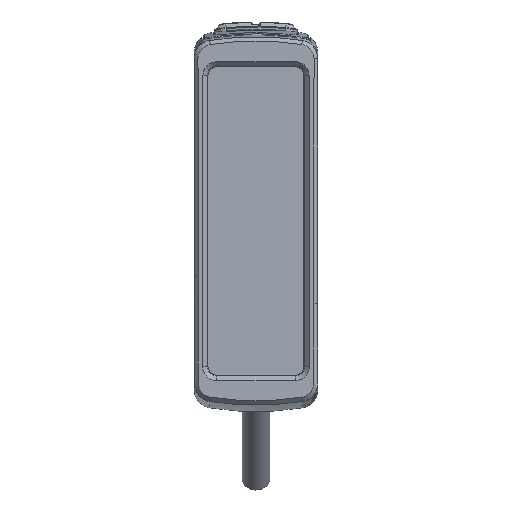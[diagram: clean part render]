
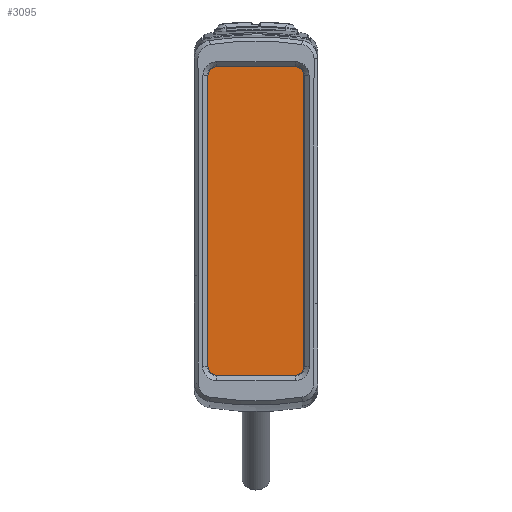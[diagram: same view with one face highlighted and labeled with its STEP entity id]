
A CAD part, front view. The second image highlights one B-rep face of the part: STEP entity #3095.
In plain terms, the highlighted planar face has unit normal (-0.018, -1, -0.001).
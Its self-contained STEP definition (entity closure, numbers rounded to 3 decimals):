
#3095=ADVANCED_FACE('',(#3908),#3705,.F.);
#3705=PLANE('',#12720);
#3908=FACE_OUTER_BOUND('',#4479,.T.);
#4479=EDGE_LOOP('',(#5893,#5894,#5895,#5896,#5897,#5898,#5899,#5900));
#5133=B_SPLINE_CURVE_WITH_KNOTS('',3,(#15001,#15002,#15003,#15004),
 .UNSPECIFIED.,.F.,.F.,(4,4),(0.,1.),.UNSPECIFIED.);
#5134=B_SPLINE_CURVE_WITH_KNOTS('',3,(#15008,#15009,#15010,#15011),
 .UNSPECIFIED.,.F.,.F.,(4,4),(0.,1.),.UNSPECIFIED.);
#5135=B_SPLINE_CURVE_WITH_KNOTS('',3,(#15015,#15016,#15017,#15018),
 .UNSPECIFIED.,.F.,.F.,(4,4),(0.,1.),.UNSPECIFIED.);
#5136=B_SPLINE_CURVE_WITH_KNOTS('',3,(#15022,#15023,#15024,#15025),
 .UNSPECIFIED.,.F.,.F.,(4,4),(0.,1.),.UNSPECIFIED.);
#5893=ORIENTED_EDGE('',*,*,#10069,.T.);
#5894=ORIENTED_EDGE('',*,*,#10070,.T.);
#5895=ORIENTED_EDGE('',*,*,#10071,.T.);
#5896=ORIENTED_EDGE('',*,*,#10072,.T.);
#5897=ORIENTED_EDGE('',*,*,#10073,.T.);
#5898=ORIENTED_EDGE('',*,*,#10074,.T.);
#5899=ORIENTED_EDGE('',*,*,#10075,.T.);
#5900=ORIENTED_EDGE('',*,*,#10076,.T.);
#9053=VERTEX_POINT('',#14999);
#9054=VERTEX_POINT('',#15000);
#9055=VERTEX_POINT('',#15005);
#9056=VERTEX_POINT('',#15007);
#9057=VERTEX_POINT('',#15012);
#9058=VERTEX_POINT('',#15014);
#9059=VERTEX_POINT('',#15019);
#9060=VERTEX_POINT('',#15021);
#10069=EDGE_CURVE('',#9053,#9054,#11649,.T.);
#10070=EDGE_CURVE('',#9054,#9055,#5133,.T.);
#10071=EDGE_CURVE('',#9055,#9056,#11650,.T.);
#10072=EDGE_CURVE('',#9056,#9057,#5134,.T.);
#10073=EDGE_CURVE('',#9057,#9058,#11651,.T.);
#10074=EDGE_CURVE('',#9058,#9059,#5135,.T.);
#10075=EDGE_CURVE('',#9059,#9060,#11652,.T.);
#10076=EDGE_CURVE('',#9060,#9053,#5136,.T.);
#11649=LINE('',#14998,#12184);
#11650=LINE('',#15006,#12185);
#11651=LINE('',#15013,#12186);
#11652=LINE('',#15020,#12187);
#12184=VECTOR('',#13302,1.);
#12185=VECTOR('',#13303,1.);
#12186=VECTOR('',#13304,1.);
#12187=VECTOR('',#13305,1.);
#12720=AXIS2_PLACEMENT_3D('',#15026,#13306,#13307);
#13302=DIRECTION('',(0.,-0.001,1.));
#13303=DIRECTION('',(-1.,0.017,0.));
#13304=DIRECTION('',(0.,0.001,-1.));
#13305=DIRECTION('',(1.,-0.017,0.));
#13306=DIRECTION('',(0.017,1.,0.001));
#13307=DIRECTION('',(-1.,0.017,0.));
#14998=CARTESIAN_POINT('',(-3.01,-48.235,-57.8));
#14999=CARTESIAN_POINT('',(-3.01,-48.235,-57.8));
#15000=CARTESIAN_POINT('',(-3.01,-48.291,5.898));
#15001=CARTESIAN_POINT('',(-3.01,-48.291,5.898));
#15002=CARTESIAN_POINT('',(-3.01,-48.291,6.906));
#15003=CARTESIAN_POINT('',(-3.903,-48.277,7.797));
#15004=CARTESIAN_POINT('',(-4.91,-48.259,7.797));
#15005=CARTESIAN_POINT('',(-4.91,-48.259,7.797));
#15006=CARTESIAN_POINT('',(-4.91,-48.259,7.797));
#15007=CARTESIAN_POINT('',(-22.108,-47.959,7.798));
#15008=CARTESIAN_POINT('',(-22.108,-47.959,7.798));
#15009=CARTESIAN_POINT('',(-23.117,-47.941,7.798));
#15010=CARTESIAN_POINT('',(-24.008,-47.925,6.905));
#15011=CARTESIAN_POINT('',(-24.008,-47.924,5.898));
#15012=CARTESIAN_POINT('',(-24.008,-47.924,5.898));
#15013=CARTESIAN_POINT('',(-24.008,-47.924,5.898));
#15014=CARTESIAN_POINT('',(-24.008,-47.868,-57.8));
#15015=CARTESIAN_POINT('',(-24.008,-47.868,-57.8));
#15016=CARTESIAN_POINT('',(-24.008,-47.867,-58.808));
#15017=CARTESIAN_POINT('',(-23.115,-47.882,-59.7));
#15018=CARTESIAN_POINT('',(-22.108,-47.9,-59.7));
#15019=CARTESIAN_POINT('',(-22.108,-47.9,-59.7));
#15020=CARTESIAN_POINT('',(-22.108,-47.9,-59.7));
#15021=CARTESIAN_POINT('',(-4.91,-48.2,-59.7));
#15022=CARTESIAN_POINT('',(-4.91,-48.2,-59.7));
#15023=CARTESIAN_POINT('',(-3.902,-48.218,-59.7));
#15024=CARTESIAN_POINT('',(-3.01,-48.234,-58.807));
#15025=CARTESIAN_POINT('',(-3.01,-48.235,-57.8));
#15026=CARTESIAN_POINT('',(-24.11,-47.879,-44.028));
